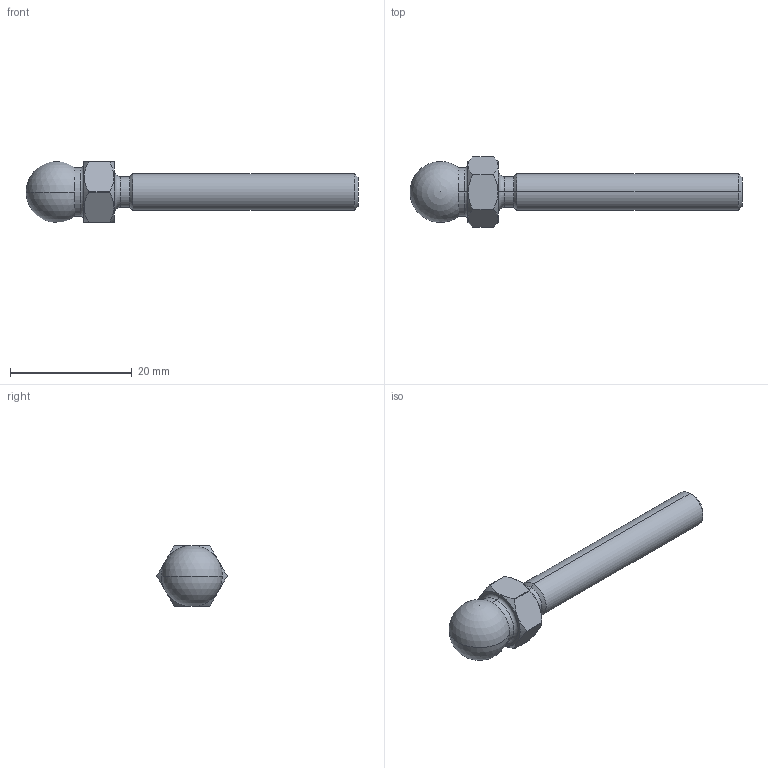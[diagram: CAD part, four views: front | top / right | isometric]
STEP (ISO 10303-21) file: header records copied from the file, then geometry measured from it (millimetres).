
FILE_DESCRIPTION (( 'STEP AP214' ), '1' );
FILE_NAME ('098mm06040m.STEP', '2014-08-11T08:34:11', ( '' ), ( '' ), 'SwSTEP 2.0', 'SolidWorks 2014', '' );
FILE_SCHEMA (( 'AUTOMOTIVE_DESIGN' ));
Length unit declared in the file: millimetre
Products named in the file (1): 098mm06040m
Bounding box: 54.5 x 11.5 x 10 mm (x, y, z)
Volume: 2081.9 mm3; surface area: 1309.9 mm2
Topology: 1 solids, 1 shells, 35 faces, 89 edges, 56 vertices
Faces by surface type: cylinder 12, plane 9, cone 8, torus 4, sphere 2
Entity records: 1196 total; most frequent: CARTESIAN_POINT 317, DIRECTION 182, ORIENTED_EDGE 168, EDGE_CURVE 84, AXIS2_PLACEMENT_3D 78, VERTEX_POINT 53, CIRCLE 42, EDGE_LOOP 37
